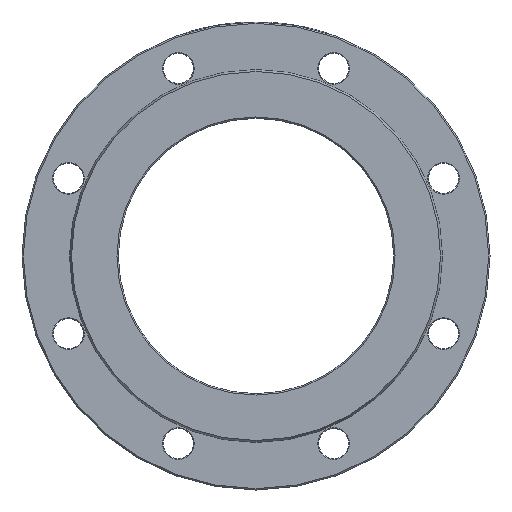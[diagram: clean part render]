
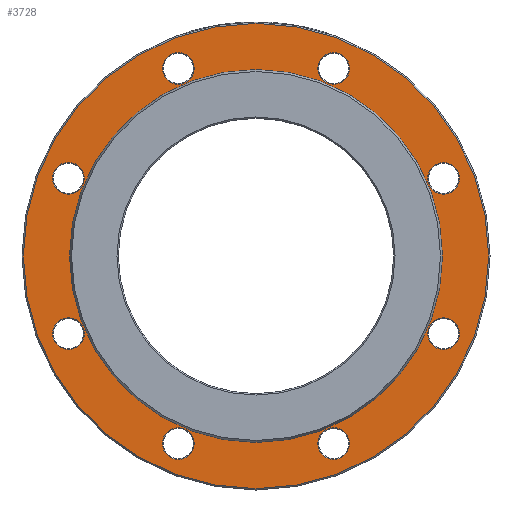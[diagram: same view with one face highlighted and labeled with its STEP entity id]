
A CAD part, left-side view. The second image highlights one B-rep face of the part: STEP entity #3728.
In plain terms, the highlighted planar face has unit normal (-1, 0, 0).
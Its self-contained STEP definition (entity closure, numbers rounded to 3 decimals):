
#92 = VERTEX_POINT ( 'NONE', #4846 ) ;
#187 = PLANE ( 'NONE',  #2322 ) ;
#204 = DIRECTION ( 'NONE',  ( 1., 0., 0. ) ) ;
#365 = EDGE_CURVE ( 'NONE', #5958, #5958, #5753, .T. ) ;
#416 = CARTESIAN_POINT ( 'NONE',  ( 3., -136.272, 56.446 ) ) ;
#601 = EDGE_LOOP ( 'NONE', ( #2368 ) ) ;
#622 = EDGE_CURVE ( 'NONE', #2687, #2687, #2938, .T. ) ;
#672 = AXIS2_PLACEMENT_3D ( 'NONE', #3174, #2582, #3508 ) ;
#674 = ORIENTED_EDGE ( 'NONE', *, *, #5667, .T. ) ;
#730 = DIRECTION ( 'NONE',  ( 1., 0., 0. ) ) ;
#731 = CIRCLE ( 'NONE', #1111, 11.5 ) ;
#791 = CARTESIAN_POINT ( 'NONE',  ( 3., -136.272, -56.446 ) ) ;
#796 = EDGE_LOOP ( 'NONE', ( #5763 ) ) ;
#800 = CIRCLE ( 'NONE', #2752, 11.5 ) ;
#813 = EDGE_CURVE ( 'NONE', #5924, #5924, #800, .T. ) ;
#815 = EDGE_LOOP ( 'NONE', ( #2682 ) ) ;
#856 = ORIENTED_EDGE ( 'NONE', *, *, #5484, .T. ) ;
#867 = CARTESIAN_POINT ( 'NONE',  ( 3., 56.446, -136.272 ) ) ;
#996 = EDGE_CURVE ( 'NONE', #5012, #5012, #1775, .T. ) ;
#997 = AXIS2_PLACEMENT_3D ( 'NONE', #867, #3218, #4131 ) ;
#999 = AXIS2_PLACEMENT_3D ( 'NONE', #1908, #1445, #1878 ) ;
#1096 = DIRECTION ( 'NONE',  ( 0., 0., -1. ) ) ;
#1111 = AXIS2_PLACEMENT_3D ( 'NONE', #416, #1258, #4130 ) ;
#1116 = CARTESIAN_POINT ( 'NONE',  ( 3., -48.314, 144.404 ) ) ;
#1134 = DIRECTION ( 'NONE',  ( 0., 0.707, 0.707 ) ) ;
#1193 = DIRECTION ( 'NONE',  ( 1., 0., 0. ) ) ;
#1258 = DIRECTION ( 'NONE',  ( 1., 0., 0. ) ) ;
#1375 = VERTEX_POINT ( 'NONE', #5535 ) ;
#1445 = DIRECTION ( 'NONE',  ( -1., 0., 0. ) ) ;
#1446 = AXIS2_PLACEMENT_3D ( 'NONE', #1654, #2669, #3066 ) ;
#1463 = VERTEX_POINT ( 'NONE', #4676 ) ;
#1654 = CARTESIAN_POINT ( 'NONE',  ( 3., 56.446, 136.272 ) ) ;
#1678 = DIRECTION ( 'NONE',  ( 0., -1., 0. ) ) ;
#1744 = CIRCLE ( 'NONE', #672, 169. ) ;
#1775 = CIRCLE ( 'NONE', #1972, 11.5 ) ;
#1835 = CIRCLE ( 'NONE', #4954, 11.5 ) ;
#1878 = DIRECTION ( 'NONE',  ( 0., 0., 1. ) ) ;
#1908 = CARTESIAN_POINT ( 'NONE',  ( 3., 0., 0. ) ) ;
#1953 = EDGE_LOOP ( 'NONE', ( #2475 ) ) ;
#1972 = AXIS2_PLACEMENT_3D ( 'NONE', #2841, #5715, #4309 ) ;
#2151 = EDGE_CURVE ( 'NONE', #1463, #1463, #5191, .T. ) ;
#2322 = AXIS2_PLACEMENT_3D ( 'NONE', #5743, #2500, #1096 ) ;
#2338 = ORIENTED_EDGE ( 'NONE', *, *, #2151, .T. ) ;
#2368 = ORIENTED_EDGE ( 'NONE', *, *, #3943, .T. ) ;
#2475 = ORIENTED_EDGE ( 'NONE', *, *, #4216, .T. ) ;
#2500 = DIRECTION ( 'NONE',  ( 1., 0., 0. ) ) ;
#2512 = CIRCLE ( 'NONE', #1446, 11.5 ) ;
#2529 = AXIS2_PLACEMENT_3D ( 'NONE', #3433, #5783, #1134 ) ;
#2560 = FACE_BOUND ( 'NONE', #601, .T. ) ;
#2582 = DIRECTION ( 'NONE',  ( -1., 0., 0. ) ) ;
#2584 = DIRECTION ( 'NONE',  ( 0., -0.707, 0.707 ) ) ;
#2624 = EDGE_LOOP ( 'NONE', ( #2338 ) ) ;
#2669 = DIRECTION ( 'NONE',  ( 1., 0., 0. ) ) ;
#2682 = ORIENTED_EDGE ( 'NONE', *, *, #5030, .T. ) ;
#2687 = VERTEX_POINT ( 'NONE', #4584 ) ;
#2736 = ORIENTED_EDGE ( 'NONE', *, *, #365, .T. ) ;
#2752 = AXIS2_PLACEMENT_3D ( 'NONE', #4985, #1193, #1678 ) ;
#2841 = CARTESIAN_POINT ( 'NONE',  ( 3., 136.272, 56.446 ) ) ;
#2848 = AXIS2_PLACEMENT_3D ( 'NONE', #791, #730, #2584 ) ;
#2911 = CARTESIAN_POINT ( 'NONE',  ( 3., 136.272, -56.446 ) ) ;
#2938 = CIRCLE ( 'NONE', #999, 135.463 ) ;
#3051 = FACE_BOUND ( 'NONE', #4044, .T. ) ;
#3066 = DIRECTION ( 'NONE',  ( 0., 1., 0. ) ) ;
#3174 = CARTESIAN_POINT ( 'NONE',  ( 3., 0., 0. ) ) ;
#3218 = DIRECTION ( 'NONE',  ( 1., 0., 0. ) ) ;
#3273 = CARTESIAN_POINT ( 'NONE',  ( 3., 67.946, 136.272 ) ) ;
#3424 = FACE_BOUND ( 'NONE', #5401, .T. ) ;
#3433 = CARTESIAN_POINT ( 'NONE',  ( 3., -56.446, 136.272 ) ) ;
#3508 = DIRECTION ( 'NONE',  ( 0., 0., -1. ) ) ;
#3516 = EDGE_LOOP ( 'NONE', ( #5124 ) ) ;
#3671 = VERTEX_POINT ( 'NONE', #1116 ) ;
#3728 = ADVANCED_FACE ( 'NONE', ( #5252, #5830, #3051, #4425, #3424, #4853, #4398, #2560, #3901, #4914 ), #187, .F. ) ;
#3784 = CARTESIAN_POINT ( 'NONE',  ( 3., 144.404, 48.314 ) ) ;
#3901 = FACE_OUTER_BOUND ( 'NONE', #815, .T. ) ;
#3943 = EDGE_CURVE ( 'NONE', #1375, #1375, #1835, .T. ) ;
#4044 = EDGE_LOOP ( 'NONE', ( #856 ) ) ;
#4130 = DIRECTION ( 'NONE',  ( 0., 0., 1. ) ) ;
#4131 = DIRECTION ( 'NONE',  ( 0., -0.707, -0.707 ) ) ;
#4216 = EDGE_CURVE ( 'NONE', #5594, #5594, #2512, .T. ) ;
#4244 = VERTEX_POINT ( 'NONE', #5991 ) ;
#4309 = DIRECTION ( 'NONE',  ( 0., 0.707, -0.707 ) ) ;
#4398 = FACE_BOUND ( 'NONE', #2624, .T. ) ;
#4425 = FACE_BOUND ( 'NONE', #5749, .T. ) ;
#4584 = CARTESIAN_POINT ( 'NONE',  ( 3., 0., 135.463 ) ) ;
#4676 = CARTESIAN_POINT ( 'NONE',  ( 3., 48.314, -144.404 ) ) ;
#4702 = ORIENTED_EDGE ( 'NONE', *, *, #813, .T. ) ;
#4846 = CARTESIAN_POINT ( 'NONE',  ( 3., -136.272, 67.946 ) ) ;
#4853 = FACE_BOUND ( 'NONE', #4982, .T. ) ;
#4914 = FACE_BOUND ( 'NONE', #796, .T. ) ;
#4954 = AXIS2_PLACEMENT_3D ( 'NONE', #2911, #204, #5184 ) ;
#4982 = EDGE_LOOP ( 'NONE', ( #4702 ) ) ;
#4985 = CARTESIAN_POINT ( 'NONE',  ( 3., -56.446, -136.272 ) ) ;
#5012 = VERTEX_POINT ( 'NONE', #3784 ) ;
#5030 = EDGE_CURVE ( 'NONE', #4244, #4244, #1744, .T. ) ;
#5044 = CARTESIAN_POINT ( 'NONE',  ( 3., -144.404, -48.314 ) ) ;
#5124 = ORIENTED_EDGE ( 'NONE', *, *, #996, .T. ) ;
#5184 = DIRECTION ( 'NONE',  ( 0., 0., -1. ) ) ;
#5191 = CIRCLE ( 'NONE', #997, 11.5 ) ;
#5252 = FACE_BOUND ( 'NONE', #3516, .T. ) ;
#5401 = EDGE_LOOP ( 'NONE', ( #2736 ) ) ;
#5457 = CIRCLE ( 'NONE', #2529, 11.5 ) ;
#5484 = EDGE_CURVE ( 'NONE', #3671, #3671, #5457, .T. ) ;
#5535 = CARTESIAN_POINT ( 'NONE',  ( 3., 136.272, -67.946 ) ) ;
#5594 = VERTEX_POINT ( 'NONE', #3273 ) ;
#5667 = EDGE_CURVE ( 'NONE', #92, #92, #731, .T. ) ;
#5715 = DIRECTION ( 'NONE',  ( 1., 0., 0. ) ) ;
#5743 = CARTESIAN_POINT ( 'NONE',  ( 3., 135.463, 0. ) ) ;
#5749 = EDGE_LOOP ( 'NONE', ( #674 ) ) ;
#5753 = CIRCLE ( 'NONE', #2848, 11.5 ) ;
#5763 = ORIENTED_EDGE ( 'NONE', *, *, #622, .F. ) ;
#5783 = DIRECTION ( 'NONE',  ( 1., 0., 0. ) ) ;
#5830 = FACE_BOUND ( 'NONE', #1953, .T. ) ;
#5831 = CARTESIAN_POINT ( 'NONE',  ( 3., -67.946, -136.272 ) ) ;
#5924 = VERTEX_POINT ( 'NONE', #5831 ) ;
#5958 = VERTEX_POINT ( 'NONE', #5044 ) ;
#5991 = CARTESIAN_POINT ( 'NONE',  ( 3., 0., -169. ) ) ;
